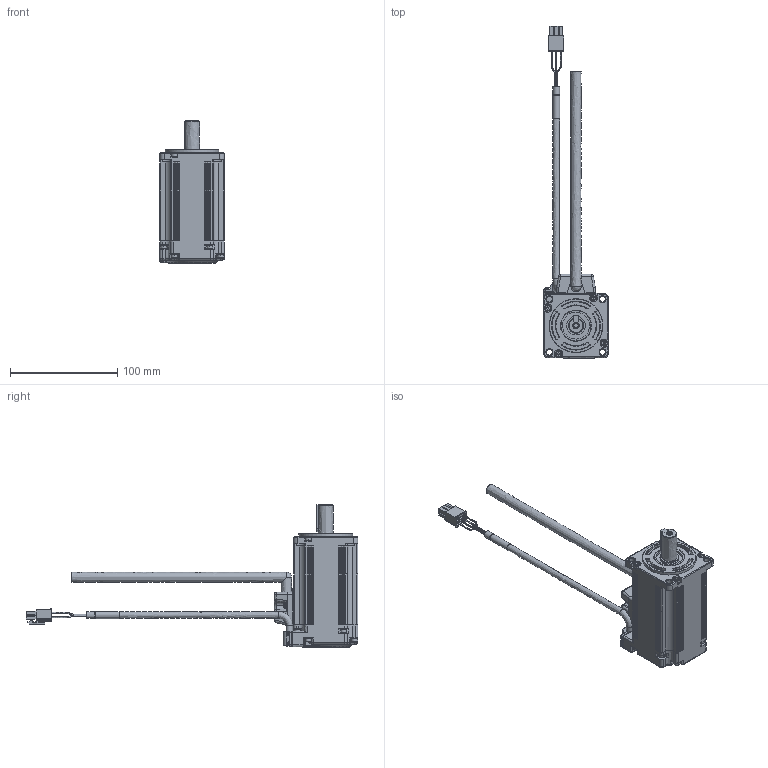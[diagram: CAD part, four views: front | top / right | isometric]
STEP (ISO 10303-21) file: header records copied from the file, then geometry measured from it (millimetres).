
FILE_DESCRIPTION( ('This file contains a STEP AP42 implementation' ,'as created by ZW3D STEP Interface translator.') ,'2;1' );
FILE_NAME( 'X2MH032A-N8LA俋倛芞.stp' ,'221110.10 834', (''), ('ZWCAD Software Co.'), 'Version 1.0', 'ZW3D to STEP translator', '' );
FILE_SCHEMA(('AUTOMOTIVE_DESIGN'));
Length unit declared in the file: millimetre
Products named in the file (2): 0; X2MH032A-N8LA俋倛芞
Bounding box: 60 x 309.5 x 132.95 mm (x, y, z)
Volume: 378549.5 mm3; surface area: 53178.1 mm2
Topology: 1 solids, 1 shells, 1738 faces, 4343 edges, 2663 vertices
Faces by surface type: bspline 1738
Entity records: 62762 total; most frequent: CARTESIAN_POINT 36312, ORIENTED_EDGE 8628, EDGE_CURVE 4314, B_SPLINE_CURVE_WITH_KNOTS 2684, VERTEX_POINT 2663, EDGE_LOOP 1849, FACE_OUTER_BOUND 1738, ADVANCED_FACE 1738
